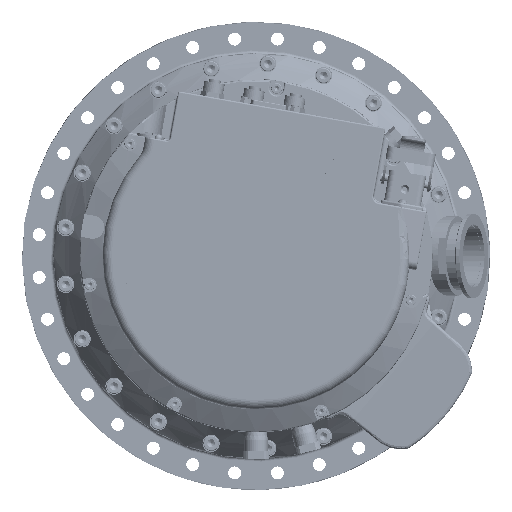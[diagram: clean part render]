
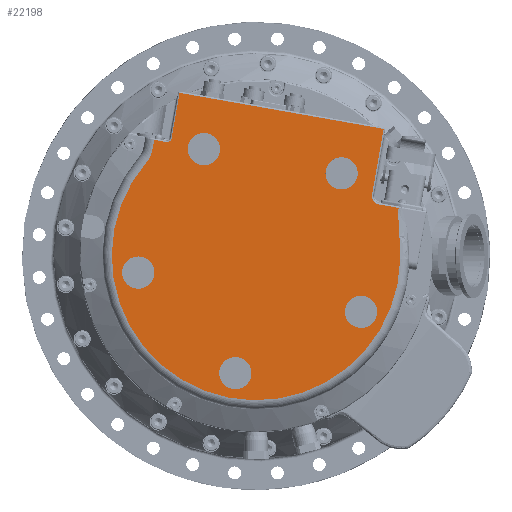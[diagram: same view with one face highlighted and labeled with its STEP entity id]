
A CAD part, front view. The second image highlights one B-rep face of the part: STEP entity #22198.
In plain terms, the highlighted planar face has unit normal (0, -1, 0).
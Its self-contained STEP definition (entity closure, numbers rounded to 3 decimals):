
#16876=CARTESIAN_POINT('',(83.145,-155.,82.82));
#16877=VERTEX_POINT('',#16876);
#16903=CARTESIAN_POINT('',(-49.804,-155.,106.263));
#16904=VERTEX_POINT('',#16903);
#16912=CARTESIAN_POINT('',(83.145,-155.,82.82));
#16913=DIRECTION('',(-0.985,0.,0.174));
#16914=VECTOR('',#16913,135.);
#16915=LINE('',#16912,#16914);
#16916=EDGE_CURVE('',#16877,#16904,#16915,.T.);
#17791=CARTESIAN_POINT('',(-66.368,-155.,75.674));
#17792=VERTEX_POINT('',#17791);
#17835=CARTESIAN_POINT('',(-67.531,-155.,69.077));
#17836=VERTEX_POINT('',#17835);
#17844=CARTESIAN_POINT('',(-66.368,-155.,75.674));
#17845=DIRECTION('',(-0.174,0.0,-0.985));
#17846=VECTOR('',#17845,6.699);
#17847=LINE('',#17844,#17846);
#17848=EDGE_CURVE('',#17792,#17836,#17847,.T.);
#17867=CARTESIAN_POINT('',(-71.173,-155.,61.403));
#17868=VERTEX_POINT('',#17867);
#17876=CARTESIAN_POINT('',(-83.288,-155.,71.855));
#17877=DIRECTION('',(0.,1.,0.));
#17878=DIRECTION('',(-0.985,0.,0.174));
#17879=AXIS2_PLACEMENT_3D('',#17876,#17877,#17878);
#17880=CIRCLE('',#17879,16.0);
#17881=EDGE_CURVE('',#17836,#17868,#17880,.T.);
#17901=CARTESIAN_POINT('',(93.978,-155.,-2.033));
#17902=VERTEX_POINT('',#17901);
#17910=CARTESIAN_POINT('',(0.,-155.,0.));
#17911=DIRECTION('',(0.,-1.0,0.));
#17912=DIRECTION('',(-0.985,0.,0.174));
#17913=AXIS2_PLACEMENT_3D('',#17910,#17911,#17912);
#17914=CIRCLE('',#17913,94.);
#17915=EDGE_CURVE('',#17868,#17902,#17914,.T.);
#17978=CARTESIAN_POINT('',(92.924,-155.0,31.34));
#17979=VERTEX_POINT('',#17978);
#17992=CARTESIAN_POINT('',(93.978,-155.,-2.033));
#17993=CARTESIAN_POINT('',(94.099,-155.,3.552));
#17994=CARTESIAN_POINT('',(93.753,-155.,9.128));
#17995=CARTESIAN_POINT('',(93.036,-155.0,17.466));
#17996=CARTESIAN_POINT('',(92.762,-155.0,20.244));
#17997=CARTESIAN_POINT('',(92.493,-155.0,24.419));
#17998=CARTESIAN_POINT('',(92.427,-155.0,25.815));
#17999=CARTESIAN_POINT('',(92.455,-155.0,28.593));
#18000=CARTESIAN_POINT('',(92.503,-155.0,29.98));
#18001=CARTESIAN_POINT('',(92.924,-155.0,31.34));
#18002=B_SPLINE_CURVE_WITH_KNOTS('',3,(#17992,#17993,#17994,#17995,#17996,#17997,#17998,#17999,#18000,#18001),.UNSPECIFIED.,.F.,.U.,(4,2,2,2,4),(0.0,0.5,0.75,0.875,1.0),.UNSPECIFIED.);
#18003=EDGE_CURVE('',#17902,#17979,#18002,.T.);
#18070=CARTESIAN_POINT('',(-58.489,-155.,74.285));
#18071=VERTEX_POINT('',#18070);
#18072=CARTESIAN_POINT('',(-58.489,-155.,74.285));
#18073=DIRECTION('',(-0.985,0.0,0.174));
#18074=VECTOR('',#18073,8.0);
#18075=LINE('',#18072,#18074);
#18076=EDGE_CURVE('',#18071,#17792,#18075,.T.);
#18093=CARTESIAN_POINT('',(-55.014,-155.,76.719));
#18094=VERTEX_POINT('',#18093);
#18112=CARTESIAN_POINT('',(-57.968,-155.,77.24));
#18113=DIRECTION('',(0.,1.,0.));
#18114=DIRECTION('',(-0.985,0.,0.174));
#18115=AXIS2_PLACEMENT_3D('',#18112,#18113,#18114);
#18116=CIRCLE('',#18115,3.0);
#18117=EDGE_CURVE('',#18094,#18071,#18116,.T.);
#18127=CARTESIAN_POINT('',(-49.804,-155.,106.263));
#18128=DIRECTION('',(-0.174,0.,-0.985));
#18129=VECTOR('',#18128,30.);
#18130=LINE('',#18127,#18129);
#18131=EDGE_CURVE('',#16904,#18094,#18130,.T.);
#18929=CARTESIAN_POINT('',(-87.086,-155.,-8.963));
#18930=VERTEX_POINT('',#18929);
#18931=CARTESIAN_POINT('',(-76.746,-155.,-10.786));
#18932=DIRECTION('',(0.,-1.0,0.));
#18933=DIRECTION('',(-0.985,0.,0.174));
#18934=AXIS2_PLACEMENT_3D('',#18931,#18932,#18933);
#18935=CIRCLE('',#18934,10.5);
#18936=EDGE_CURVE('',#18930,#18930,#18935,.T.);
#18969=CARTESIAN_POINT('',(-44.314,-155.,71.48));
#18970=VERTEX_POINT('',#18969);
#18971=CARTESIAN_POINT('',(-33.974,-155.,69.657));
#18972=DIRECTION('',(0.,-1.0,0.));
#18973=DIRECTION('',(-0.985,0.,0.174));
#18974=AXIS2_PLACEMENT_3D('',#18971,#18972,#18973);
#18975=CIRCLE('',#18974,10.5);
#18976=EDGE_CURVE('',#18970,#18970,#18975,.T.);
#19009=CARTESIAN_POINT('',(45.408,-155.,55.659));
#19010=VERTEX_POINT('',#19009);
#19011=CARTESIAN_POINT('',(55.749,-155.,53.836));
#19012=DIRECTION('',(0.,-1.0,0.));
#19013=DIRECTION('',(-0.985,0.,0.174));
#19014=AXIS2_PLACEMENT_3D('',#19011,#19012,#19013);
#19015=CIRCLE('',#19014,10.5);
#19016=EDGE_CURVE('',#19010,#19010,#19015,.T.);
#19049=CARTESIAN_POINT('',(58.088,-155.,-34.561));
#19050=VERTEX_POINT('',#19049);
#19051=CARTESIAN_POINT('',(68.428,-155.,-36.384));
#19052=DIRECTION('',(0.,-1.0,0.));
#19053=DIRECTION('',(-0.985,0.,0.174));
#19054=AXIS2_PLACEMENT_3D('',#19051,#19052,#19053);
#19055=CIRCLE('',#19054,10.5);
#19056=EDGE_CURVE('',#19050,#19050,#19055,.T.);
#19126=CARTESIAN_POINT('',(-23.798,-155.,-74.499));
#19127=VERTEX_POINT('',#19126);
#19128=CARTESIAN_POINT('',(-13.458,-155.,-76.323));
#19129=DIRECTION('',(0.,-1.0,0.));
#19130=DIRECTION('',(-0.985,0.,0.174));
#19131=AXIS2_PLACEMENT_3D('',#19128,#19129,#19130);
#19132=CIRCLE('',#19131,10.5);
#19133=EDGE_CURVE('',#19127,#19127,#19132,.T.);
#20934=CARTESIAN_POINT('',(75.591,-155.,39.981));
#20935=VERTEX_POINT('',#20934);
#20936=CARTESIAN_POINT('',(75.591,-155.,39.981));
#20937=DIRECTION('',(0.174,0.,0.985));
#20938=VECTOR('',#20937,43.5);
#20939=LINE('',#20936,#20938);
#20940=EDGE_CURVE('',#20935,#16877,#20939,.T.);
#20957=CARTESIAN_POINT('',(80.052,-155.0,33.61));
#20958=VERTEX_POINT('',#20957);
#20976=CARTESIAN_POINT('',(81.007,-155.,39.026));
#20977=DIRECTION('',(0.,1.,0.));
#20978=DIRECTION('',(-0.985,0.,0.174));
#20979=AXIS2_PLACEMENT_3D('',#20976,#20977,#20978);
#20980=CIRCLE('',#20979,5.5);
#20981=EDGE_CURVE('',#20958,#20935,#20980,.T.);
#20991=CARTESIAN_POINT('',(92.924,-155.0,31.34));
#20992=DIRECTION('',(-0.985,0.0,0.174));
#20993=VECTOR('',#20992,13.07);
#20994=LINE('',#20991,#20993);
#20995=EDGE_CURVE('',#17979,#20958,#20994,.T.);
#22165=CARTESIAN_POINT('',(-50.615,-155.,107.421));
#22166=DIRECTION('',(0.0,-1.0,0.0));
#22167=DIRECTION('',(0.0,0.0,-1.0));
#22168=AXIS2_PLACEMENT_3D('',#22165,#22166,#22167);
#22169=PLANE('',#22168);
#22170=ORIENTED_EDGE('',*,*,#20940,.T.);
#22171=ORIENTED_EDGE('',*,*,#16916,.T.);
#22172=ORIENTED_EDGE('',*,*,#18131,.T.);
#22173=ORIENTED_EDGE('',*,*,#18117,.T.);
#22174=ORIENTED_EDGE('',*,*,#18076,.T.);
#22175=ORIENTED_EDGE('',*,*,#17848,.T.);
#22176=ORIENTED_EDGE('',*,*,#17881,.T.);
#22177=ORIENTED_EDGE('',*,*,#17915,.T.);
#22178=ORIENTED_EDGE('',*,*,#18003,.T.);
#22179=ORIENTED_EDGE('',*,*,#20995,.T.);
#22180=ORIENTED_EDGE('',*,*,#20981,.T.);
#22181=EDGE_LOOP('',(#22170,#22171,#22172,#22173,#22174,#22175,#22176,#22177,#22178,#22179,#22180));
#22182=FACE_OUTER_BOUND('',#22181,.T.);
#22183=ORIENTED_EDGE('',*,*,#18936,.F.);
#22184=EDGE_LOOP('',(#22183));
#22185=FACE_BOUND('',#22184,.T.);
#22186=ORIENTED_EDGE('',*,*,#18976,.F.);
#22187=EDGE_LOOP('',(#22186));
#22188=FACE_BOUND('',#22187,.T.);
#22189=ORIENTED_EDGE('',*,*,#19016,.F.);
#22190=EDGE_LOOP('',(#22189));
#22191=FACE_BOUND('',#22190,.T.);
#22192=ORIENTED_EDGE('',*,*,#19056,.F.);
#22193=EDGE_LOOP('',(#22192));
#22194=FACE_BOUND('',#22193,.T.);
#22195=ORIENTED_EDGE('',*,*,#19133,.F.);
#22196=EDGE_LOOP('',(#22195));
#22197=FACE_BOUND('',#22196,.T.);
#22198=ADVANCED_FACE('',(#22182,#22185,#22188,#22191,#22194,#22197),#22169,.T.);
